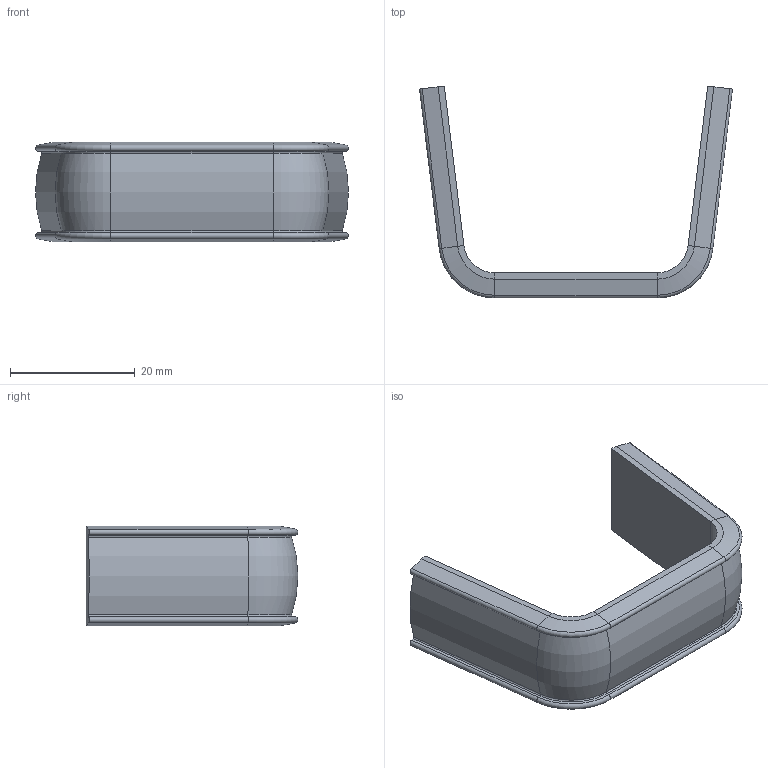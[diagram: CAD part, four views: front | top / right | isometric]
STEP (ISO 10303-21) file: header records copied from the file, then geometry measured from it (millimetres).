
FILE_DESCRIPTION (( 'STEP AP203' ), '1' );
FILE_NAME ('6722-EZ.STEP', '2023-07-27T08:45:14', ( '' ), ( '' ), 'SwSTEP 2.0', 'SolidWorks 2018', '' );
FILE_SCHEMA (( 'CONFIG_CONTROL_DESIGN' ));
Length unit declared in the file: millimetre
Products named in the file (1): 6722-EZ
Bounding box: 50.23 x 34 x 16 mm (x, y, z)
Volume: 5611.3 mm3; surface area: 4053.4 mm2
Topology: 1 solids, 1 shells, 292 faces, 762 edges, 492 vertices
Faces by surface type: plane 168, bspline 89, cylinder 17, torus 10, cone 8
Entity records: 12795 total; most frequent: CARTESIAN_POINT 6132, ORIENTED_EDGE 1524, DIRECTION 1046, EDGE_CURVE 762, LINE 530, VECTOR 530, VERTEX_POINT 492, EDGE_LOOP 312
